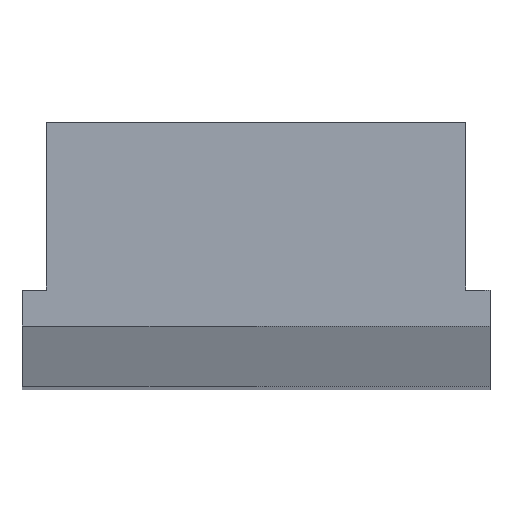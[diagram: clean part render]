
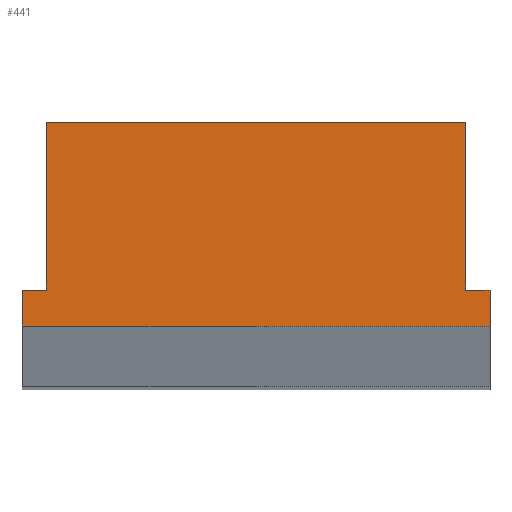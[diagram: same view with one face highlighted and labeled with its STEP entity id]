
A CAD part, top view. The second image highlights one B-rep face of the part: STEP entity #441.
In plain terms, the highlighted planar face has unit normal (0, 0, 1).
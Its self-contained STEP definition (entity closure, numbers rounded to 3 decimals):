
#2 = CARTESIAN_POINT ( 'NONE',  ( -175., 220., 1050. ) ) ;
#3 = LINE ( 'NONE', #227, #292 ) ;
#5 = DIRECTION ( 'NONE',  ( -1., 0., 0. ) ) ;
#6 = DIRECTION ( 'NONE',  ( -1., 0., 0. ) ) ;
#9 = EDGE_CURVE ( 'NONE', #304, #489, #3, .T. ) ;
#11 = VERTEX_POINT ( 'NONE', #32 ) ;
#12 = CARTESIAN_POINT ( 'NONE',  ( -195., 50., 1050. ) ) ;
#14 = DIRECTION ( 'NONE',  ( 1., 0., 0. ) ) ;
#15 = CARTESIAN_POINT ( 'NONE',  ( 195., 80., 1050. ) ) ;
#26 = CARTESIAN_POINT ( 'NONE',  ( 175., 80., 1050. ) ) ;
#27 = VERTEX_POINT ( 'NONE', #336 ) ;
#32 = CARTESIAN_POINT ( 'NONE',  ( -195., 80., 1050. ) ) ;
#39 = EDGE_CURVE ( 'NONE', #242, #190, #202, .T. ) ;
#42 = LINE ( 'NONE', #122, #221 ) ;
#60 = DIRECTION ( 'NONE',  ( 0., -1., 0. ) ) ;
#64 = FACE_OUTER_BOUND ( 'NONE', #424, .T. ) ;
#80 = VECTOR ( 'NONE', #6, 1000. ) ;
#87 = LINE ( 'NONE', #467, #225 ) ;
#96 = EDGE_CURVE ( 'NONE', #489, #242, #42, .T. ) ;
#100 = PLANE ( 'NONE',  #435 ) ;
#104 = VERTEX_POINT ( 'NONE', #500 ) ;
#105 = LINE ( 'NONE', #2, #334 ) ;
#122 = CARTESIAN_POINT ( 'NONE',  ( 195., 80., 1050. ) ) ;
#128 = LINE ( 'NONE', #471, #80 ) ;
#154 = EDGE_CURVE ( 'NONE', #466, #27, #87, .T. ) ;
#160 = DIRECTION ( 'NONE',  ( 0., 1., 0. ) ) ;
#163 = LINE ( 'NONE', #475, #400 ) ;
#164 = DIRECTION ( 'NONE',  ( -1., 0., 0. ) ) ;
#169 = CARTESIAN_POINT ( 'NONE',  ( 175., 80., 1050. ) ) ;
#170 = LINE ( 'NONE', #12, #244 ) ;
#189 = ORIENTED_EDGE ( 'NONE', *, *, #96, .T. ) ;
#190 = VERTEX_POINT ( 'NONE', #194 ) ;
#194 = CARTESIAN_POINT ( 'NONE',  ( 175., 220., 1050. ) ) ;
#202 = LINE ( 'NONE', #26, #355 ) ;
#206 = ORIENTED_EDGE ( 'NONE', *, *, #9, .T. ) ;
#213 = DIRECTION ( 'NONE',  ( 1., 0., 0. ) ) ;
#221 = VECTOR ( 'NONE', #164, 1000. ) ;
#225 = VECTOR ( 'NONE', #275, 1000. ) ;
#227 = CARTESIAN_POINT ( 'NONE',  ( 195., 0., 1050. ) ) ;
#242 = VERTEX_POINT ( 'NONE', #169 ) ;
#244 = VECTOR ( 'NONE', #213, 1000. ) ;
#248 = DIRECTION ( 'NONE',  ( 0., 0., 1. ) ) ;
#262 = DIRECTION ( 'NONE',  ( 0., 1., 0. ) ) ;
#275 = DIRECTION ( 'NONE',  ( 0., -1., 0. ) ) ;
#291 = ORIENTED_EDGE ( 'NONE', *, *, #419, .T. ) ;
#292 = VECTOR ( 'NONE', #262, 1000. ) ;
#295 = ORIENTED_EDGE ( 'NONE', *, *, #39, .T. ) ;
#304 = VERTEX_POINT ( 'NONE', #319 ) ;
#319 = CARTESIAN_POINT ( 'NONE',  ( 195., 50., 1050. ) ) ;
#326 = CARTESIAN_POINT ( 'NONE',  ( 0., 0., 1050. ) ) ;
#332 = EDGE_CURVE ( 'NONE', #190, #466, #105, .T. ) ;
#333 = ORIENTED_EDGE ( 'NONE', *, *, #332, .T. ) ;
#334 = VECTOR ( 'NONE', #5, 1000. ) ;
#336 = CARTESIAN_POINT ( 'NONE',  ( -175., 80., 1050. ) ) ;
#355 = VECTOR ( 'NONE', #160, 1000. ) ;
#377 = EDGE_CURVE ( 'NONE', #27, #11, #128, .T. ) ;
#378 = CARTESIAN_POINT ( 'NONE',  ( -175., 220., 1050. ) ) ;
#397 = ORIENTED_EDGE ( 'NONE', *, *, #457, .T. ) ;
#400 = VECTOR ( 'NONE', #60, 1000. ) ;
#406 = ORIENTED_EDGE ( 'NONE', *, *, #154, .T. ) ;
#411 = ORIENTED_EDGE ( 'NONE', *, *, #377, .T. ) ;
#419 = EDGE_CURVE ( 'NONE', #11, #104, #163, .T. ) ;
#424 = EDGE_LOOP ( 'NONE', ( #291, #397, #206, #189, #295, #333, #406, #411 ) ) ;
#435 = AXIS2_PLACEMENT_3D ( 'NONE', #326, #248, #14 ) ;
#441 = ADVANCED_FACE ( 'NONE', ( #64 ), #100, .T. ) ;
#457 = EDGE_CURVE ( 'NONE', #104, #304, #170, .T. ) ;
#466 = VERTEX_POINT ( 'NONE', #378 ) ;
#467 = CARTESIAN_POINT ( 'NONE',  ( -175., 220., 1050. ) ) ;
#471 = CARTESIAN_POINT ( 'NONE',  ( -175., 80., 1050. ) ) ;
#475 = CARTESIAN_POINT ( 'NONE',  ( -195., 80., 1050. ) ) ;
#489 = VERTEX_POINT ( 'NONE', #15 ) ;
#500 = CARTESIAN_POINT ( 'NONE',  ( -195., 50., 1050. ) ) ;
